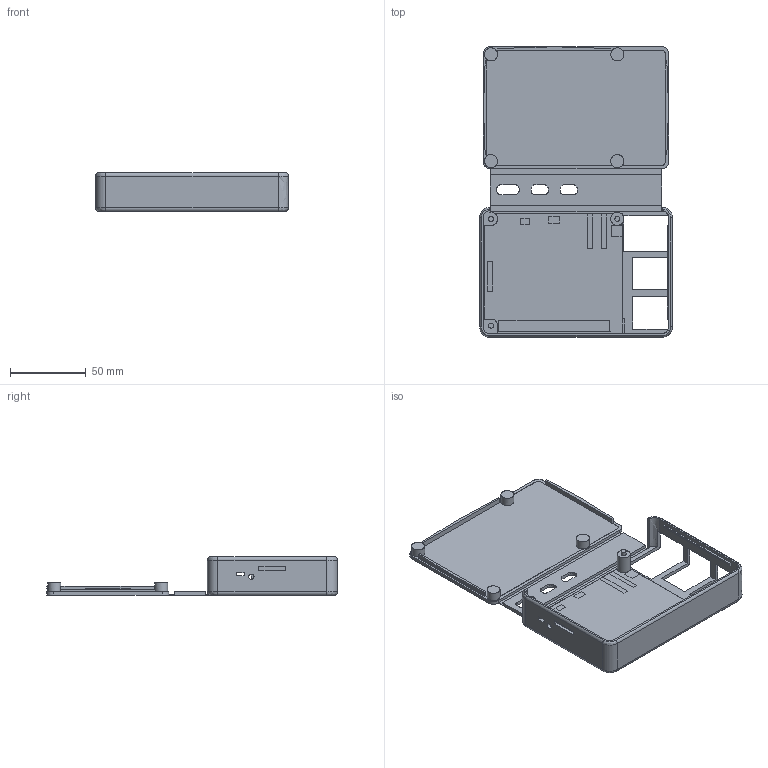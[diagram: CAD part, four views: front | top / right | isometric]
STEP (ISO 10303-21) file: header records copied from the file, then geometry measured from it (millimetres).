
FILE_DESCRIPTION(('FreeCAD Model'),'2;1');
FILE_NAME('Open CASCADE Shape Model','2025-05-03T21:12:16',('FreeCAD'),( 'FreeCAD'),'Open CASCADE STEP processor 7.6','FreeCAD','Unknown');
FILE_SCHEMA(('AUTOMOTIVE_DESIGN { 1 0 10303 214 1 1 1 1 }'));
Length unit declared in the file: millimetre
Products named in the file (1): Open CASCADE STEP translator 7.6 1
Bounding box: 127.33 x 191.65 x 25.22 mm (x, y, z)
Volume: 66073.2 mm3; surface area: 66785.7 mm2
Topology: 10 solids, 10 shells, 276 faces, 760 edges, 501 vertices
Faces by surface type: bspline 276
Entity records: 8689 total; most frequent: CARTESIAN_POINT 4170, ORIENTED_EDGE 1520, EDGE_CURVE 760, B_SPLINE_CURVE_WITH_KNOTS 613, VERTEX_POINT 501, FACE_BOUND 305, EDGE_LOOP 305, ADVANCED_FACE 276
